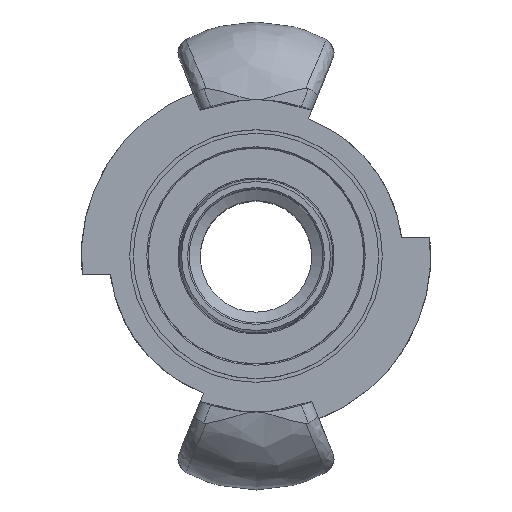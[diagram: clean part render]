
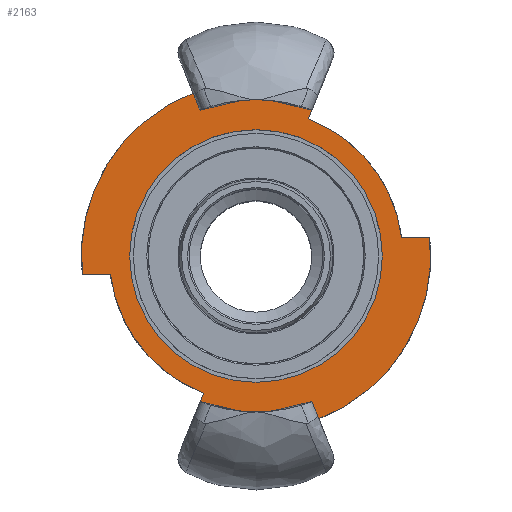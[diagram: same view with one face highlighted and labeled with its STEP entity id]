
A CAD part, top view. The second image highlights one B-rep face of the part: STEP entity #2163.
In plain terms, the highlighted planar face has unit normal (0, 0, 1).
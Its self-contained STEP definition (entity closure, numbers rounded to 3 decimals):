
#52=FACE_BOUND('',#316,.T.);
#181=FACE_OUTER_BOUND('',#315,.T.);
#315=EDGE_LOOP('',(#1540,#1541,#1542,#1543,#1544,#1545,#1546,#1547,#1548,
#1549,#1550,#1551));
#316=EDGE_LOOP('',(#1552));
#446=CIRCLE('',#2296,25.5);
#452=CIRCLE('',#2305,25.5);
#456=CIRCLE('',#2317,19.75);
#459=CIRCLE('',#2320,19.75);
#470=CIRCLE('',#2346,23.5);
#471=CIRCLE('',#2347,23.5);
#472=CIRCLE('',#2348,17.);
#584=LINE('',#3209,#682);
#591=LINE('',#3237,#689);
#598=LINE('',#3256,#696);
#603=LINE('',#3280,#701);
#612=LINE('',#3403,#710);
#621=LINE('',#4272,#719);
#682=VECTOR('',#2561,10.);
#689=VECTOR('',#2572,10.);
#696=VECTOR('',#2585,10.);
#701=VECTOR('',#2594,10.);
#710=VECTOR('',#2641,10.);
#719=VECTOR('',#2718,10.);
#831=VERTEX_POINT('',#3206);
#832=VERTEX_POINT('',#3208);
#840=VERTEX_POINT('',#3234);
#841=VERTEX_POINT('',#3236);
#849=VERTEX_POINT('',#3253);
#850=VERTEX_POINT('',#3255);
#856=VERTEX_POINT('',#3277);
#857=VERTEX_POINT('',#3279);
#867=VERTEX_POINT('',#3396);
#870=VERTEX_POINT('',#3401);
#882=VERTEX_POINT('',#3512);
#908=VERTEX_POINT('',#4270);
#909=VERTEX_POINT('',#4274);
#1029=EDGE_CURVE('',#832,#831,#584,.T.);
#1038=EDGE_CURVE('',#840,#841,#591,.T.);
#1047=EDGE_CURVE('',#849,#850,#598,.T.);
#1054=EDGE_CURVE('',#856,#857,#603,.T.);
#1058=EDGE_CURVE('',#841,#849,#446,.T.);
#1067=EDGE_CURVE('',#832,#856,#452,.T.);
#1078=EDGE_CURVE('',#870,#867,#612,.T.);
#1091=EDGE_CURVE('',#882,#857,#456,.T.);
#1099=EDGE_CURVE('',#870,#850,#459,.T.);
#1142=EDGE_CURVE('',#840,#908,#470,.T.);
#1143=EDGE_CURVE('',#908,#882,#621,.T.);
#1144=EDGE_CURVE('',#831,#867,#471,.T.);
#1145=EDGE_CURVE('',#909,#909,#472,.T.);
#1540=ORIENTED_EDGE('',*,*,#1142,.T.);
#1541=ORIENTED_EDGE('',*,*,#1143,.T.);
#1542=ORIENTED_EDGE('',*,*,#1091,.T.);
#1543=ORIENTED_EDGE('',*,*,#1054,.F.);
#1544=ORIENTED_EDGE('',*,*,#1067,.F.);
#1545=ORIENTED_EDGE('',*,*,#1029,.T.);
#1546=ORIENTED_EDGE('',*,*,#1144,.T.);
#1547=ORIENTED_EDGE('',*,*,#1078,.F.);
#1548=ORIENTED_EDGE('',*,*,#1099,.T.);
#1549=ORIENTED_EDGE('',*,*,#1047,.F.);
#1550=ORIENTED_EDGE('',*,*,#1058,.F.);
#1551=ORIENTED_EDGE('',*,*,#1038,.F.);
#1552=ORIENTED_EDGE('',*,*,#1145,.T.);
#1956=PLANE('',#2345);
#2163=ADVANCED_FACE('',(#181,#52),#1956,.F.);
#2296=AXIS2_PLACEMENT_3D('',#3296,#2600,#2601);
#2305=AXIS2_PLACEMENT_3D('',#3330,#2620,#2621);
#2317=AXIS2_PLACEMENT_3D('',#3513,#2655,#2656);
#2320=AXIS2_PLACEMENT_3D('',#3569,#2662,#2663);
#2345=AXIS2_PLACEMENT_3D('',#4269,#2714,#2715);
#2346=AXIS2_PLACEMENT_3D('',#4271,#2716,#2717);
#2347=AXIS2_PLACEMENT_3D('',#4273,#2719,#2720);
#2348=AXIS2_PLACEMENT_3D('',#4275,#2721,#2722);
#2561=DIRECTION('',(-0.375,0.927,0.));
#2572=DIRECTION('',(-0.375,0.927,0.));
#2585=DIRECTION('',(-0.375,-0.927,0.));
#2594=DIRECTION('',(0.375,0.927,0.));
#2600=DIRECTION('center_axis',(0.,0.,
-1.));
#2601=DIRECTION('ref_axis',(0.,1.,0.));
#2620=DIRECTION('center_axis',(0.,0.,
-1.));
#2621=DIRECTION('ref_axis',(0.,1.,0.));
#2641=DIRECTION('',(1.,0.,0.));
#2655=DIRECTION('center_axis',(0.,0.,
1.));
#2656=DIRECTION('ref_axis',(0.813,-0.582,0.));
#2662=DIRECTION('center_axis',(0.,0.,
1.));
#2663=DIRECTION('ref_axis',(-0.813,-0.582,0.));
#2714=DIRECTION('center_axis',(0.,0.,
-1.));
#2715=DIRECTION('ref_axis',(0.,1.,0.));
#2716=DIRECTION('center_axis',(0.,0.,
1.));
#2717=DIRECTION('ref_axis',(0.994,-0.106,0.));
#2718=DIRECTION('',(1.,0.,0.));
#2719=DIRECTION('center_axis',(0.,0.,
1.));
#2720=DIRECTION('ref_axis',(-0.753,0.657,0.));
#2721=DIRECTION('center_axis',(0.,0.,
-1.));
#2722=DIRECTION('ref_axis',(0.,-1.,0.));
#3206=CARTESIAN_POINT('',(8.458,-21.925,90.5));
#3208=CARTESIAN_POINT('',(9.209,-23.779,90.5));
#3209=CARTESIAN_POINT('',(5.319,-14.175,90.5));
#3234=CARTESIAN_POINT('',(-8.458,21.925,90.5));
#3236=CARTESIAN_POINT('',(-9.209,23.779,90.5));
#3237=CARTESIAN_POINT('',(-5.319,14.175,90.5));
#3253=CARTESIAN_POINT('',(9.209,23.779,90.5));
#3255=CARTESIAN_POINT('',(7.05,18.449,90.5));
#3256=CARTESIAN_POINT('',(5.319,14.175,90.5));
#3277=CARTESIAN_POINT('',(-9.209,-23.779,90.5));
#3279=CARTESIAN_POINT('',(-7.05,-18.449,90.5));
#3280=CARTESIAN_POINT('',(-5.319,-14.175,90.5));
#3296=CARTESIAN_POINT('Origin',(0.,0.,
90.5));
#3330=CARTESIAN_POINT('Origin',(0.,0.,
90.5));
#3396=CARTESIAN_POINT('',(23.367,2.5,90.5));
#3401=CARTESIAN_POINT('',(19.591,2.5,90.5));
#3403=CARTESIAN_POINT('',(0.,2.5,90.5));
#3512=CARTESIAN_POINT('',(-19.591,-2.5,90.5));
#3513=CARTESIAN_POINT('Origin',(0.,0.,
90.5));
#3569=CARTESIAN_POINT('Origin',(0.,0.,
90.5));
#4269=CARTESIAN_POINT('Origin',(0.,0.,
90.5));
#4270=CARTESIAN_POINT('',(-23.367,-2.5,90.5));
#4271=CARTESIAN_POINT('Origin',(0.,0.,
90.5));
#4272=CARTESIAN_POINT('',(0.,-2.5,90.5));
#4273=CARTESIAN_POINT('Origin',(0.,0.,
90.5));
#4274=CARTESIAN_POINT('',(0.,17.,90.5));
#4275=CARTESIAN_POINT('Origin',(0.,0.,
90.5));
